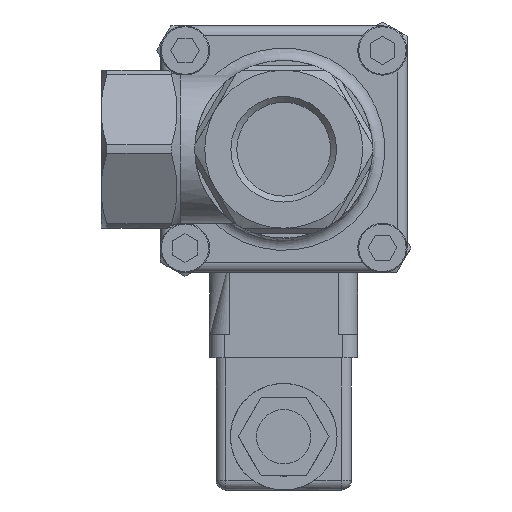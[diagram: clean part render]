
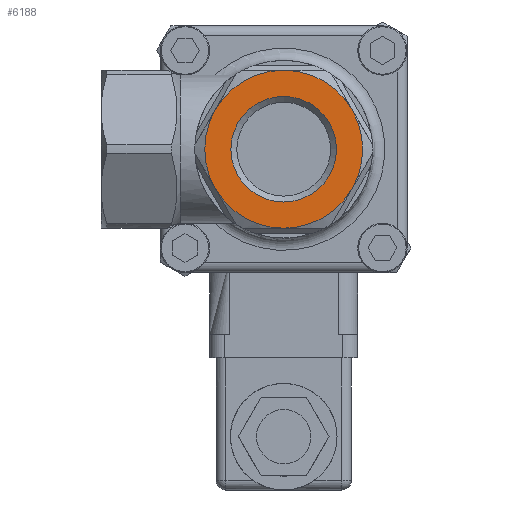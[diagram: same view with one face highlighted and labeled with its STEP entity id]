
A CAD part, front view. The second image highlights one B-rep face of the part: STEP entity #6188.
In plain terms, the highlighted planar face has unit normal (0, -1, 0).
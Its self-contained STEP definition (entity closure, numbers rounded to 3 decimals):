
#168=FACE_BOUND('',#1304,.T.);
#896=FACE_OUTER_BOUND('',#1303,.T.);
#1303=EDGE_LOOP('',(#4729,#4730,#4731,#4732,#4733,#4734));
#1304=EDGE_LOOP('',(#4735));
#2538=CIRCLE('',#6675,10.7);
#2541=CIRCLE('',#6680,16.);
#2575=CIRCLE('',#6746,16.);
#2576=CIRCLE('',#6747,16.);
#2577=CIRCLE('',#6748,16.);
#2578=CIRCLE('',#6749,16.);
#2579=CIRCLE('',#6750,16.);
#2907=VERTEX_POINT('',#9582);
#2912=VERTEX_POINT('',#9598);
#2913=VERTEX_POINT('',#9599);
#3001=VERTEX_POINT('',#10044);
#3002=VERTEX_POINT('',#10045);
#3003=VERTEX_POINT('',#10047);
#3004=VERTEX_POINT('',#10049);
#3545=EDGE_CURVE('',#2907,#2907,#2538,.T.);
#3550=EDGE_CURVE('',#2912,#2913,#2541,.T.);
#3658=EDGE_CURVE('',#3001,#3002,#2575,.T.);
#3659=EDGE_CURVE('',#3003,#3001,#2576,.T.);
#3660=EDGE_CURVE('',#3004,#3003,#2577,.T.);
#3661=EDGE_CURVE('',#2913,#3004,#2578,.T.);
#3662=EDGE_CURVE('',#3002,#2912,#2579,.T.);
#4729=ORIENTED_EDGE('',*,*,#3658,.F.);
#4730=ORIENTED_EDGE('',*,*,#3659,.F.);
#4731=ORIENTED_EDGE('',*,*,#3660,.F.);
#4732=ORIENTED_EDGE('',*,*,#3661,.F.);
#4733=ORIENTED_EDGE('',*,*,#3550,.F.);
#4734=ORIENTED_EDGE('',*,*,#3662,.F.);
#4735=ORIENTED_EDGE('',*,*,#3545,.T.);
#5917=PLANE('',#6745);
#6188=ADVANCED_FACE('',(#896,#168),#5917,.T.);
#6675=AXIS2_PLACEMENT_3D('',#9583,#7691,#7692);
#6680=AXIS2_PLACEMENT_3D('',#9600,#7701,#7702);
#6745=AXIS2_PLACEMENT_3D('',#10043,#7861,#7862);
#6746=AXIS2_PLACEMENT_3D('',#10046,#7863,#7864);
#6747=AXIS2_PLACEMENT_3D('',#10048,#7865,#7866);
#6748=AXIS2_PLACEMENT_3D('',#10050,#7867,#7868);
#6749=AXIS2_PLACEMENT_3D('',#10051,#7869,#7870);
#6750=AXIS2_PLACEMENT_3D('',#10052,#7871,#7872);
#7691=DIRECTION('center_axis',(0.,1.,0.));
#7692=DIRECTION('ref_axis',(-1.,0.,0.));
#7701=DIRECTION('center_axis',(0.,1.,0.));
#7702=DIRECTION('ref_axis',(1.,0.,0.));
#7861=DIRECTION('center_axis',(0.,-1.,0.));
#7862=DIRECTION('ref_axis',(0.,0.,-1.));
#7863=DIRECTION('center_axis',(0.,1.,0.));
#7864=DIRECTION('ref_axis',(1.,0.,0.));
#7865=DIRECTION('center_axis',(0.,1.,0.));
#7866=DIRECTION('ref_axis',(1.,0.,0.));
#7867=DIRECTION('center_axis',(0.,1.,0.));
#7868=DIRECTION('ref_axis',(1.,0.,0.));
#7869=DIRECTION('center_axis',(0.,1.,0.));
#7870=DIRECTION('ref_axis',(1.,0.,0.));
#7871=DIRECTION('center_axis',(0.,1.,0.));
#7872=DIRECTION('ref_axis',(1.,0.,0.));
#9582=CARTESIAN_POINT('',(-10.7,-124.5,0.));
#9583=CARTESIAN_POINT('Origin',(0.,-124.5,0.));
#9598=CARTESIAN_POINT('',(13.856,-124.5,8.));
#9599=CARTESIAN_POINT('',(13.856,-124.5,-8.));
#9600=CARTESIAN_POINT('Origin',(0.,-124.5,0.));
#10043=CARTESIAN_POINT('Origin',(0.,-124.5,0.));
#10044=CARTESIAN_POINT('',(-13.856,-124.5,8.));
#10045=CARTESIAN_POINT('',(0.,-124.5,16.));
#10046=CARTESIAN_POINT('Origin',(0.,-124.5,0.));
#10047=CARTESIAN_POINT('',(-13.856,-124.5,-8.));
#10048=CARTESIAN_POINT('Origin',(0.,-124.5,0.));
#10049=CARTESIAN_POINT('',(0.,-124.5,-16.));
#10050=CARTESIAN_POINT('Origin',(0.,-124.5,0.));
#10051=CARTESIAN_POINT('Origin',(0.,-124.5,0.));
#10052=CARTESIAN_POINT('Origin',(0.,-124.5,0.));
